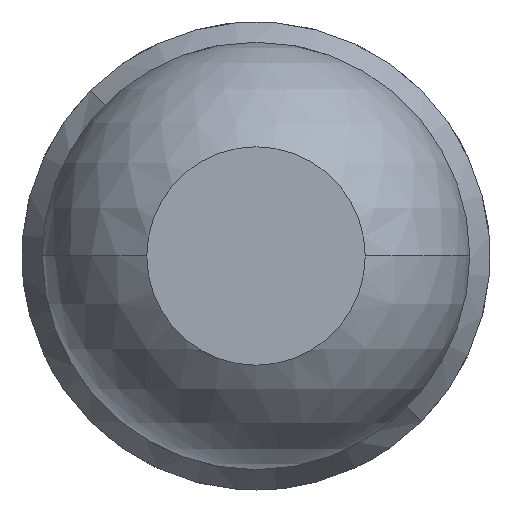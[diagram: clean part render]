
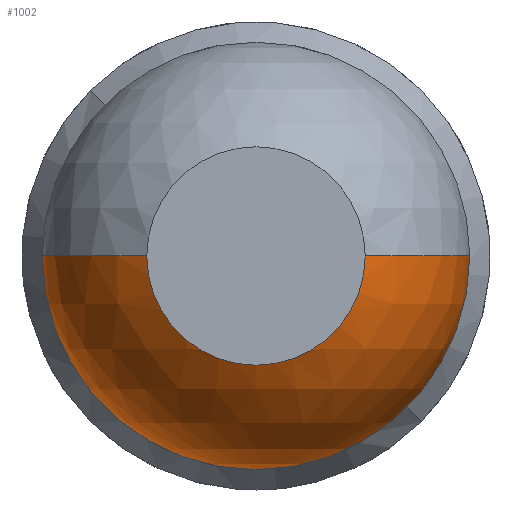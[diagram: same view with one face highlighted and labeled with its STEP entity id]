
A CAD part, front view. The second image highlights one B-rep face of the part: STEP entity #1002.
In plain terms, the highlighted spherical face has radius 0.685 mm.
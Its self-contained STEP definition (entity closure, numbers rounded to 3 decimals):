
#2 = DIRECTION ( 'NONE',  ( 0., 0., 1. ) ) ;
#45 = DIRECTION ( 'NONE',  ( 0., 1., 0. ) ) ;
#336 = VERTEX_POINT ( 'NONE', #1877 ) ;
#342 = VERTEX_POINT ( 'NONE', #1054 ) ;
#428 = EDGE_CURVE ( 'Defeature ausgef�hrt1_17+Defeature ausgef�hrt1_4+Defeature ausgef�hrt1_4+Defeature ausgef�hrt1_4', #3033, #342, #469, .T. ) ;
#447 = CARTESIAN_POINT ( 'NONE',  ( 0.685, -26.411, 0. ) ) ;
#469 = CIRCLE ( 'NONE', #3600, 0.35 ) ;
#557 = ORIENTED_EDGE ( 'NONE', *, *, #2125, .T. ) ;
#678 = ORIENTED_EDGE ( 'NONE', *, *, #1111, .F. ) ;
#681 = CARTESIAN_POINT ( 'NONE',  ( -0.35, -27., 0. ) ) ;
#764 = CARTESIAN_POINT ( 'NONE',  ( 0., -27., 0. ) ) ;
#842 = DIRECTION ( 'NONE',  ( 0., 0., 1. ) ) ;
#944 = DIRECTION ( 'NONE',  ( 0., 0., -1. ) ) ;
#1002 = ADVANCED_FACE ( 'Defeature ausgef�hrt1_4', ( #2792 ), #3993, .T. ) ;
#1054 = CARTESIAN_POINT ( 'NONE',  ( 0., -27., -0.35 ) ) ;
#1063 = EDGE_CURVE ( 'NONE', #4112, #3210, #1795, .T. ) ;
#1094 = DIRECTION ( 'NONE',  ( 0., -1., 0. ) ) ;
#1100 = DIRECTION ( 'NONE',  ( 0., 0., -1. ) ) ;
#1111 = EDGE_CURVE ( 'Defeature ausgef�hrt1_17+Defeature ausgef�hrt1_4+Defeature ausgef�hrt1_4+Defeature ausgef�hrt1_4', #342, #4112, #3040, .T. ) ;
#1274 = ORIENTED_EDGE ( 'NONE', *, *, #3432, .F. ) ;
#1301 = CIRCLE ( 'NONE', #2340, 0.685 ) ;
#1385 = CARTESIAN_POINT ( 'NONE',  ( 0., -26.411, 0. ) ) ;
#1443 = CARTESIAN_POINT ( 'NONE',  ( 0., -26.411, 0. ) ) ;
#1475 = AXIS2_PLACEMENT_3D ( 'NONE', #3428, #4036, #4066 ) ;
#1486 = DIRECTION ( 'NONE',  ( 0., 0., 1. ) ) ;
#1795 = CIRCLE ( 'NONE', #3002, 0.685 ) ;
#1810 = CARTESIAN_POINT ( 'NONE',  ( 0., -26.411, 0. ) ) ;
#1866 = EDGE_LOOP ( 'NONE', ( #2033, #557, #3028, #1274, #3900, #678 ) ) ;
#1877 = CARTESIAN_POINT ( 'NONE',  ( -0.685, -26.411, 0. ) ) ;
#2033 = ORIENTED_EDGE ( 'NONE', *, *, #428, .F. ) ;
#2097 = CIRCLE ( 'NONE', #1475, 0.685 ) ;
#2117 = CARTESIAN_POINT ( 'NONE',  ( 0., -26.411, -0.685 ) ) ;
#2118 = VERTEX_POINT ( 'NONE', #2117 ) ;
#2125 = EDGE_CURVE ( 'NONE', #3033, #336, #2097, .T. ) ;
#2298 = CARTESIAN_POINT ( 'NONE',  ( 0.35, -27., 0. ) ) ;
#2340 = AXIS2_PLACEMENT_3D ( 'NONE', #1810, #4072, #1486 ) ;
#2471 = EDGE_CURVE ( 'Defeature ausgef�hrt1_5+Defeature ausgef�hrt1_4+Defeature ausgef�hrt1_4+Defeature ausgef�hrt1_4', #2118, #336, #1301, .T. ) ;
#2572 = CARTESIAN_POINT ( 'NONE',  ( 0., -26.411, 0. ) ) ;
#2792 = FACE_OUTER_BOUND ( 'NONE', #1866, .T. ) ;
#2852 = DIRECTION ( 'NONE',  ( 0., -1., 0. ) ) ;
#2903 = AXIS2_PLACEMENT_3D ( 'NONE', #3773, #2852, #944 ) ;
#2954 = DIRECTION ( 'NONE',  ( 1., 0., 0. ) ) ;
#3002 = AXIS2_PLACEMENT_3D ( 'NONE', #1443, #842, #3986 ) ;
#3028 = ORIENTED_EDGE ( 'NONE', *, *, #2471, .F. ) ;
#3033 = VERTEX_POINT ( 'NONE', #681 ) ;
#3040 = CIRCLE ( 'NONE', #2903, 0.35 ) ;
#3052 = AXIS2_PLACEMENT_3D ( 'NONE', #2572, #45, #2 ) ;
#3210 = VERTEX_POINT ( 'NONE', #447 ) ;
#3428 = CARTESIAN_POINT ( 'NONE',  ( 0., -26.411, 0. ) ) ;
#3432 = EDGE_CURVE ( 'Defeature ausgef�hrt1_5+Defeature ausgef�hrt1_4+Defeature ausgef�hrt1_4+Defeature ausgef�hrt1_4', #3210, #2118, #4034, .T. ) ;
#3600 = AXIS2_PLACEMENT_3D ( 'NONE', #764, #1094, #3927 ) ;
#3663 = AXIS2_PLACEMENT_3D ( 'NONE', #1385, #1100, #2954 ) ;
#3773 = CARTESIAN_POINT ( 'NONE',  ( 0., -27., 0. ) ) ;
#3900 = ORIENTED_EDGE ( 'NONE', *, *, #1063, .F. ) ;
#3927 = DIRECTION ( 'NONE',  ( 0., 0., -1. ) ) ;
#3986 = DIRECTION ( 'NONE',  ( 1., 0., 0. ) ) ;
#3993 = SPHERICAL_SURFACE ( 'NONE', #3663, 0.685 ) ;
#4034 = CIRCLE ( 'NONE', #3052, 0.685 ) ;
#4036 = DIRECTION ( 'NONE',  ( 0., 0., -1. ) ) ;
#4066 = DIRECTION ( 'NONE',  ( -1., 0., 0. ) ) ;
#4072 = DIRECTION ( 'NONE',  ( 0., 1., 0. ) ) ;
#4112 = VERTEX_POINT ( 'NONE', #2298 ) ;
